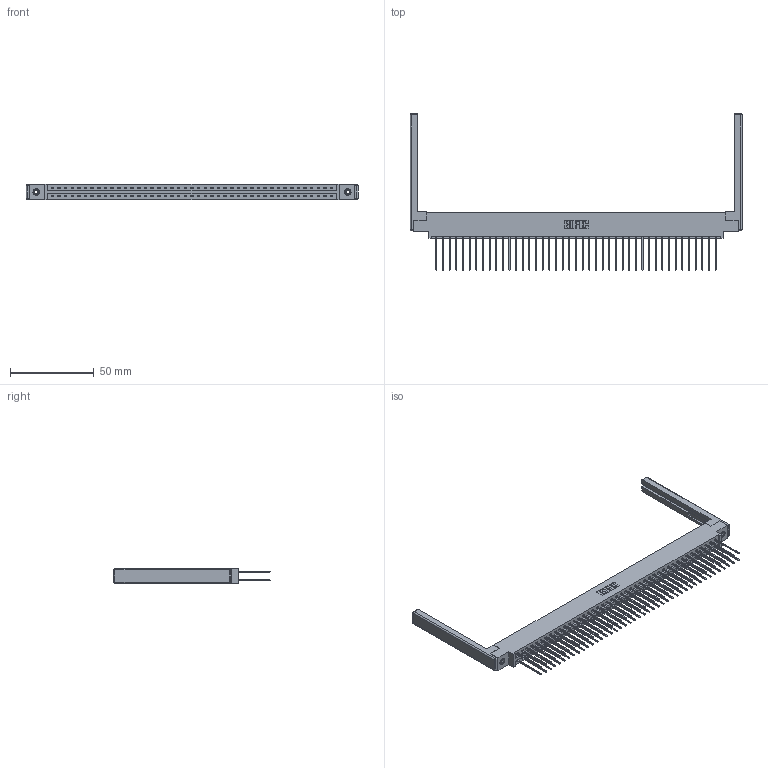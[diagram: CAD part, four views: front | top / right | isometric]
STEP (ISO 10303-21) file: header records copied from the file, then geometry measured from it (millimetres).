
FILE_DESCRIPTION (( 'STEP AP203' ), '1' );
FILE_NAME ('337-086-541-868.STEP', '2019-10-15T18:54:58', ( '' ), ( '' ), 'SwSTEP 2.0', 'SolidWorks 2016', '' );
FILE_SCHEMA (( 'CONFIG_CONTROL_DESIGN' ));
Length unit declared in the file: inch
Products named in the file (5): 345-292-001_345-293-141; 337-086-541-868; 337 Part_0.170 Offset - 0.156 Dia-TI; 345-250-001_345-250-001-102; 307-220-068
Assembly tree (91 placements, depth 2):
  337-086-541-868
    337 Part_0.170 Offset - 0.156 Dia-TI
    345-292-001_345-293-141  x86
    345-250-001_345-250-001-102  x2
    307-220-068  x2
Bounding box: 197.82 x 93.35 x 9.4 mm (x, y, z)
Volume: 25621.3 mm3; surface area: 30636.5 mm2
Topology: 91 solids, 91 shells, 4916 faces, 14559 edges, 9570 vertices
Faces by surface type: plane 3430, cylinder 1462, cone 12, sphere 8, torus 4
Entity records: 36120 total; most frequent: CARTESIAN_POINT 6051, ORIENTED_EDGE 5976, DIRECTION 5214, EDGE_CURVE 2988, LINE 2810, VECTOR 2810, VERTEX_POINT 1982, AXIS2_PLACEMENT_3D 1202
